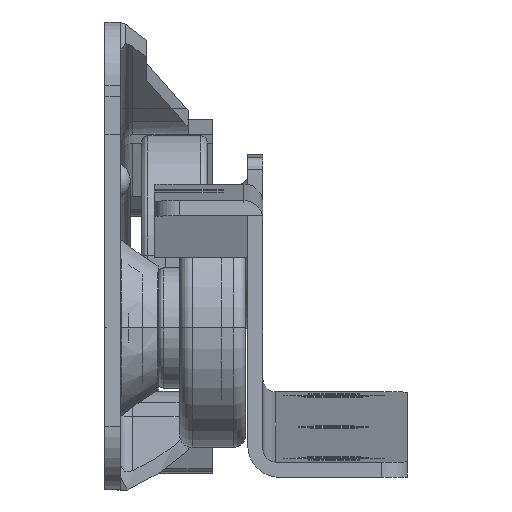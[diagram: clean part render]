
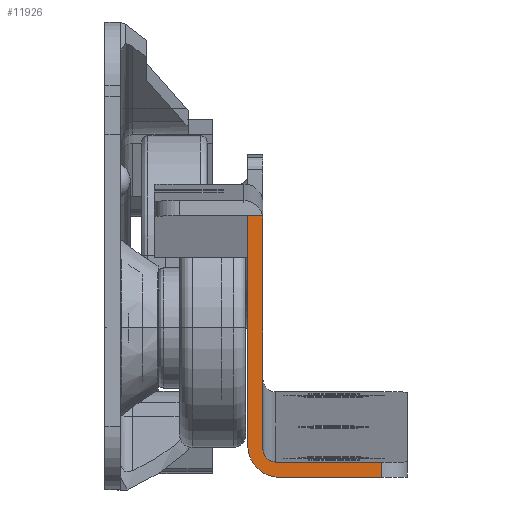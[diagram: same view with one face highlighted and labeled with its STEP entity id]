
A CAD part, top view. The second image highlights one B-rep face of the part: STEP entity #11926.
In plain terms, the highlighted face is planar.
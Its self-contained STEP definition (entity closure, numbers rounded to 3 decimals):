
#82 = EDGE_CURVE ( 'NONE', #4907, #8334, #9204, .T. ) ;
#314 = CARTESIAN_POINT ( 'NONE',  ( -1.2, -1.2, 0. ) ) ;
#403 = CARTESIAN_POINT ( 'NONE',  ( -1.2, 1.3, 0. ) ) ;
#590 = CARTESIAN_POINT ( 'NONE',  ( 1.3, 1.3, 0. ) ) ;
#975 = CARTESIAN_POINT ( 'NONE',  ( 9.4, 0., 0. ) ) ;
#1288 = CIRCLE ( 'NONE', #4663, 2.5 ) ;
#1370 = CARTESIAN_POINT ( 'NONE',  ( -0.01, 19.398, 0. ) ) ;
#1522 = LINE ( 'NONE', #6367, #6892 ) ;
#1602 = VECTOR ( 'NONE', #2567, 1000. ) ;
#1621 = CARTESIAN_POINT ( 'NONE',  ( 1.3, -1.2, 0. ) ) ;
#1810 = CARTESIAN_POINT ( 'NONE',  ( 11.4, 0., 0. ) ) ;
#1813 = CARTESIAN_POINT ( 'NONE',  ( 0., 1., 0. ) ) ;
#2164 = PLANE ( 'NONE',  #3364 ) ;
#2184 = EDGE_CURVE ( 'NONE', #4495, #6023, #9179, .T. ) ;
#2198 = CARTESIAN_POINT ( 'NONE',  ( 0., 19.197, 0. ) ) ;
#2278 = CARTESIAN_POINT ( 'NONE',  ( 1., 0., 0. ) ) ;
#2368 = ORIENTED_EDGE ( 'NONE', *, *, #4205, .T. ) ;
#2399 = CARTESIAN_POINT ( 'NONE',  ( -1.2, 19.497, 0. ) ) ;
#2567 = DIRECTION ( 'NONE',  ( 0., 1., 0. ) ) ;
#2752 = VECTOR ( 'NONE', #4687, 1000. ) ;
#2894 = CARTESIAN_POINT ( 'NONE',  ( -1.2, -1.2, 0. ) ) ;
#2908 = EDGE_LOOP ( 'NONE', ( #2368, #7940, #10653, #12082, #6010, #11796, #8356, #7820, #10642 ) ) ;
#3293 = AXIS2_PLACEMENT_3D ( 'NONE', #6631, #11530, #8590 ) ;
#3364 = AXIS2_PLACEMENT_3D ( 'NONE', #5941, #9688, #11056 ) ;
#3371 = VERTEX_POINT ( 'NONE', #403 ) ;
#3501 = VECTOR ( 'NONE', #10651, 1000. ) ;
#3681 = LINE ( 'NONE', #1810, #2752 ) ;
#4140 = DIRECTION ( 'NONE',  ( 1., 0., 0. ) ) ;
#4205 = EDGE_CURVE ( 'NONE', #11986, #6555, #6687, .T. ) ;
#4430 = EDGE_CURVE ( 'NONE', #6555, #5192, #11129, .T. ) ;
#4495 = VERTEX_POINT ( 'NONE', #2399 ) ;
#4507 = CARTESIAN_POINT ( 'NONE',  ( 0., 19.497, 0. ) ) ;
#4663 = AXIS2_PLACEMENT_3D ( 'NONE', #590, #11943, #4140 ) ;
#4687 = DIRECTION ( 'NONE',  ( -1., 0., 0. ) ) ;
#4907 = VERTEX_POINT ( 'NONE', #2278 ) ;
#5021 = LINE ( 'NONE', #314, #3501 ) ;
#5192 = VERTEX_POINT ( 'NONE', #975 ) ;
#5941 = CARTESIAN_POINT ( 'NONE',  ( 0., 0., 0. ) ) ;
#6010 = ORIENTED_EDGE ( 'NONE', *, *, #9407, .T. ) ;
#6023 = VERTEX_POINT ( 'NONE', #8690 ) ;
#6367 = CARTESIAN_POINT ( 'NONE',  ( 0., 20.7, 0. ) ) ;
#6555 = VERTEX_POINT ( 'NONE', #11695 ) ;
#6631 = CARTESIAN_POINT ( 'NONE',  ( 1., 1., 0. ) ) ;
#6687 = LINE ( 'NONE', #2894, #11511 ) ;
#6892 = VECTOR ( 'NONE', #11136, 1000. ) ;
#6898 = CARTESIAN_POINT ( 'NONE',  ( 0., 19.197, 0. ) ) ;
#7017 = CARTESIAN_POINT ( 'NONE',  ( 0., 19.298, 0. ) ) ;
#7397 = VECTOR ( 'NONE', #8250, 1000. ) ;
#7475 =( BOUNDED_CURVE ( )  B_SPLINE_CURVE ( 3, ( #2198, #7017, #1370, #10807 ),
 .UNSPECIFIED., .F., .T. ) 
 B_SPLINE_CURVE_WITH_KNOTS ( ( 4, 4 ),
 ( 1.571, 1.772 ),
 .UNSPECIFIED. ) 
 CURVE ( )  GEOMETRIC_REPRESENTATION_ITEM ( )  RATIONAL_B_SPLINE_CURVE ( ( 1., 0.997, 0.997, 1. ) ) 
 REPRESENTATION_ITEM ( '' )  );
#7820 = ORIENTED_EDGE ( 'NONE', *, *, #9236, .T. ) ;
#7940 = ORIENTED_EDGE ( 'NONE', *, *, #4430, .T. ) ;
#8061 = EDGE_CURVE ( 'NONE', #3371, #11986, #1288, .T. ) ;
#8250 = DIRECTION ( 'NONE',  ( 1., 0., 0. ) ) ;
#8334 = VERTEX_POINT ( 'NONE', #1813 ) ;
#8356 = ORIENTED_EDGE ( 'NONE', *, *, #2184, .F. ) ;
#8510 = VERTEX_POINT ( 'NONE', #6898 ) ;
#8590 = DIRECTION ( 'NONE',  ( 1., 0., 0. ) ) ;
#8690 = CARTESIAN_POINT ( 'NONE',  ( -0.03, 19.497, 0. ) ) ;
#9179 = LINE ( 'NONE', #4507, #7397 ) ;
#9204 = CIRCLE ( 'NONE', #3293, 1. ) ;
#9236 = EDGE_CURVE ( 'NONE', #4495, #3371, #5021, .T. ) ;
#9407 = EDGE_CURVE ( 'NONE', #8334, #8510, #1522, .T. ) ;
#9688 = DIRECTION ( 'NONE',  ( 0., 0., 1. ) ) ;
#10642 = ORIENTED_EDGE ( 'NONE', *, *, #8061, .T. ) ;
#10646 = FACE_OUTER_BOUND ( 'NONE', #2908, .T. ) ;
#10651 = DIRECTION ( 'NONE',  ( 0., -1., 0. ) ) ;
#10653 = ORIENTED_EDGE ( 'NONE', *, *, #11980, .T. ) ;
#10807 = CARTESIAN_POINT ( 'NONE',  ( -0.03, 19.497, 0. ) ) ;
#11056 = DIRECTION ( 'NONE',  ( 1., 0., 0. ) ) ;
#11129 = LINE ( 'NONE', #12020, #1602 ) ;
#11136 = DIRECTION ( 'NONE',  ( 0., 1., 0. ) ) ;
#11177 = EDGE_CURVE ( 'NONE', #8510, #6023, #7475, .T. ) ;
#11269 = DIRECTION ( 'NONE',  ( 1., 0., 0. ) ) ;
#11511 = VECTOR ( 'NONE', #11269, 1000. ) ;
#11530 = DIRECTION ( 'NONE',  ( 0., 0., -1. ) ) ;
#11695 = CARTESIAN_POINT ( 'NONE',  ( 9.4, -1.2, 0. ) ) ;
#11796 = ORIENTED_EDGE ( 'NONE', *, *, #11177, .T. ) ;
#11926 = ADVANCED_FACE ( 'NONE', ( #10646 ), #2164, .T. ) ;
#11943 = DIRECTION ( 'NONE',  ( 0., 0., 1. ) ) ;
#11980 = EDGE_CURVE ( 'NONE', #5192, #4907, #3681, .T. ) ;
#11986 = VERTEX_POINT ( 'NONE', #1621 ) ;
#12020 = CARTESIAN_POINT ( 'NONE',  ( 9.4, 0., 0. ) ) ;
#12082 = ORIENTED_EDGE ( 'NONE', *, *, #82, .T. ) ;
